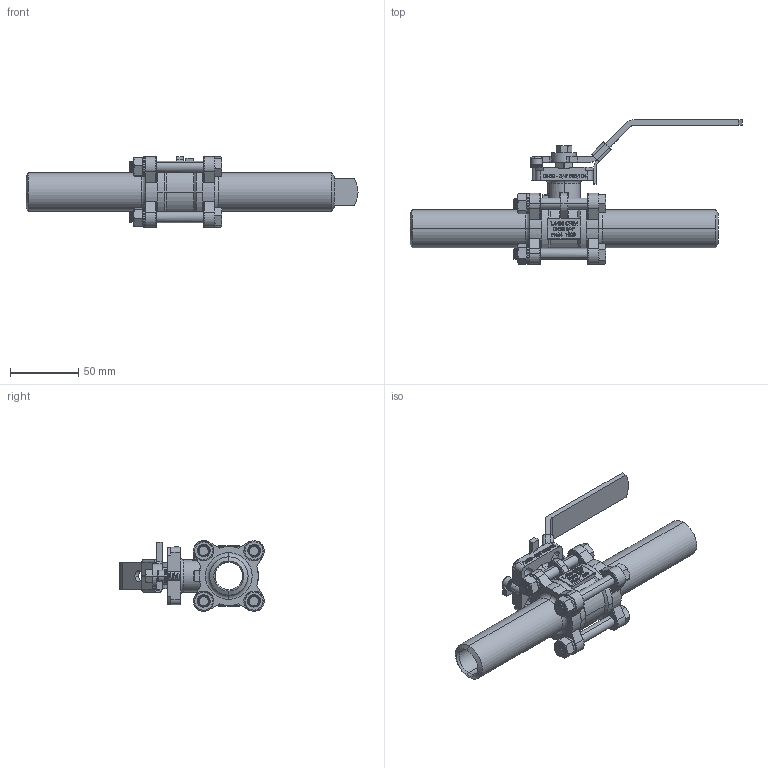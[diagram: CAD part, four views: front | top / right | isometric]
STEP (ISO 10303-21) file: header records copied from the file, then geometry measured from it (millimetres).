
FILE_DESCRIPTION (( 'STEP AP203' ), '1' );
FILE_NAME ('²Õ¦X¥óD(¥[ªø¹ï²k).STEP', '2018-02-22T10:02:44', ( '' ), ( '' ), 'SwSTEP 2.0', 'SolidWorks 2014', '' );
FILE_SCHEMA (( 'CONFIG_CONTROL_DESIGN' ));
Length unit declared in the file: millimetre
Products named in the file (23): T-35D05C1; 組合件D(加長對焊); G-34A1150; T-35D06C1; G-25A3060; T-34D07C0; G-B1DA340; G-16D1840; C-34D016-S00; G-B3CA440; T-52C08G0; E-34D0461; G-10A2640; T-34A08T0; F-25D0361; M-25A2140(掛鎖); G-34A2540; G-10C1940; M-25A2140; T-34A07C0; G-10C2640; D-34D66X0(DIN3239 加長對焊); G-34A2740
Assembly tree (44 placements, depth 2):
  組合件D(加長對焊)
    C-34D016-S00
    E-34D0461
    F-25D0361
    G-10C1940  x4
    G-10C2640  x4
    T-35D05C1  x2
    T-35D06C1  x2
    T-34D07C0
    G-16D1840  x4
    T-52C08G0
    T-34A08T0  x4
    G-34A2540  x6
    T-34A07C0
    G-34A2740
    G-34A1150  x2
    G-25A3060
    G-B1DA340
    G-B3CA440
    G-10A2640  x2
    M-25A2140(掛鎖)
    M-25A2140
    D-34D66X0(DIN3239 加長對焊)  x2
Bounding box: 242.5 x 105.58 x 51.78 mm (x, y, z)
Volume: 164435.4 mm3; surface area: 101547.2 mm2
Topology: 44 solids, 44 shells, 1768 faces, 4444 edges, 2784 vertices
Faces by surface type: plane 610, cylinder 601, bspline 254, cone 155, sphere 77, torus 71
Entity records: 63252 total; most frequent: CARTESIAN_POINT 32166, ORIENTED_EDGE 6350, DIRECTION 4994, EDGE_CURVE 3175, VERTEX_POINT 2051, AXIS2_PLACEMENT_3D 1682, VECTOR 1630, LINE 1630
